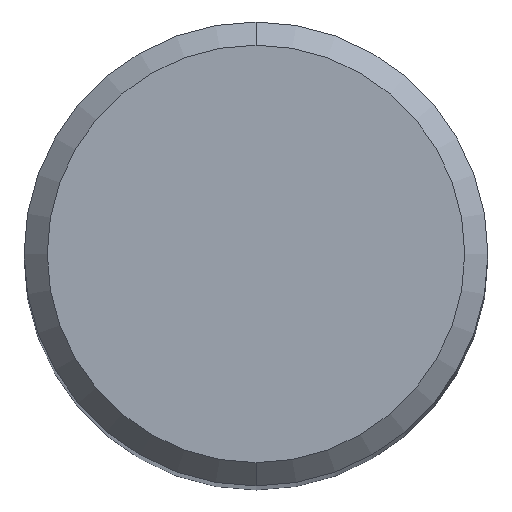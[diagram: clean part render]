
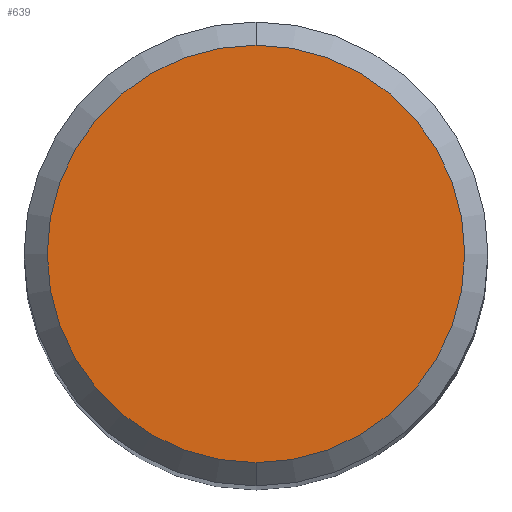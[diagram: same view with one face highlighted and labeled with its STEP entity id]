
A CAD part, top view. The second image highlights one B-rep face of the part: STEP entity #639.
In plain terms, the highlighted planar face has unit normal (0, 0, 1).
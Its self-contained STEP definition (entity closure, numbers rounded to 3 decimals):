
#337=EDGE_CURVE('',#495,#685,#912,.T.);
#495=VERTEX_POINT('',#1090);
#639=ADVANCED_FACE('',(#1243),#1244,.T.);
#685=VERTEX_POINT('',#1294);
#799=EDGE_CURVE('',#685,#495,#1416,.T.);
#912=CIRCLE('',#1594,3.6);
#1090=CARTESIAN_POINT('',(0.0,3.6,0.0));
#1243=FACE_OUTER_BOUND('',#5106,.T.);
#1244=PLANE('',#5107);
#1294=CARTESIAN_POINT('',(0.,-3.6,0.0));
#1416=CIRCLE('',#5639,3.6);
#1594=AXIS2_PLACEMENT_3D('',#5957,#5958,#5959);
#5106=EDGE_LOOP('',(#6326,#6327));
#5107=AXIS2_PLACEMENT_3D('',#6328,#6329,#6330);
#5639=AXIS2_PLACEMENT_3D('',#6483,#6484,#6485);
#5957=CARTESIAN_POINT('',(0.0,0.0,0.0));
#5958=DIRECTION('',(0.0,0.0,-1.0));
#5959=DIRECTION('',(0.0,1.0,0.0));
#6326=ORIENTED_EDGE('',*,*,#337,.F.);
#6327=ORIENTED_EDGE('',*,*,#799,.F.);
#6328=CARTESIAN_POINT('',(0.0,1.8,0.0));
#6329=DIRECTION('',(-0.0,0.0,1.0));
#6330=DIRECTION('',(0.0,-1.0,0.0));
#6483=CARTESIAN_POINT('',(0.0,0.0,0.0));
#6484=DIRECTION('',(0.0,0.0,-1.0));
#6485=DIRECTION('',(0.0,1.0,0.0));
